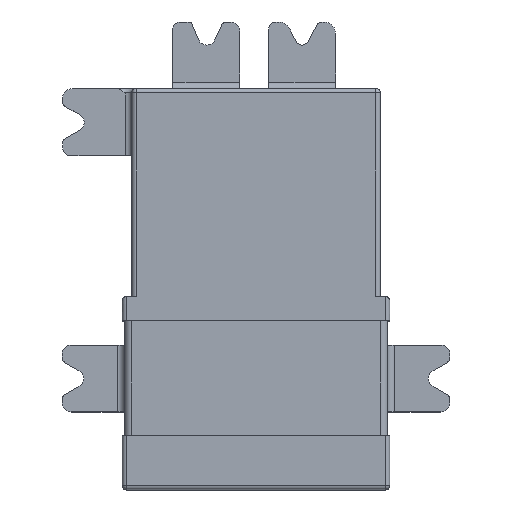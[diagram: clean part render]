
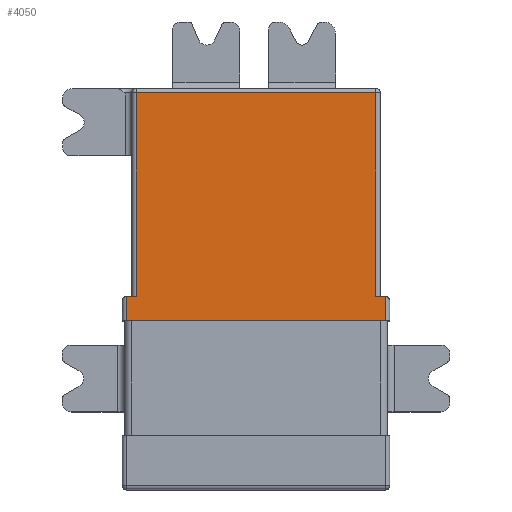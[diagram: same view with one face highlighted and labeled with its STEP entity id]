
A CAD part, top view. The second image highlights one B-rep face of the part: STEP entity #4050.
In plain terms, the highlighted planar face has unit normal (0, 0, 1).
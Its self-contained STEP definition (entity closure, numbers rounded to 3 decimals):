
#362=ORIENTED_EDGE('',*,*,#1219,.T.);
#363=ORIENTED_EDGE('',*,*,#1220,.T.);
#364=ORIENTED_EDGE('',*,*,#1221,.F.);
#365=ORIENTED_EDGE('',*,*,#1222,.T.);
#366=ORIENTED_EDGE('',*,*,#1223,.T.);
#367=ORIENTED_EDGE('',*,*,#1224,.T.);
#368=ORIENTED_EDGE('',*,*,#1225,.F.);
#369=ORIENTED_EDGE('',*,*,#1226,.T.);
#1219=EDGE_CURVE('',#1642,#1643,#1901,.T.);
#1220=EDGE_CURVE('',#1643,#1644,#1902,.T.);
#1221=EDGE_CURVE('',#1645,#1644,#1903,.T.);
#1222=EDGE_CURVE('',#1645,#1646,#1904,.F.);
#1223=EDGE_CURVE('',#1646,#1647,#1905,.T.);
#1224=EDGE_CURVE('',#1647,#1648,#1906,.F.);
#1225=EDGE_CURVE('',#1649,#1648,#1907,.T.);
#1226=EDGE_CURVE('',#1649,#1642,#1908,.T.);
#1642=VERTEX_POINT('',#5654);
#1643=VERTEX_POINT('',#5655);
#1644=VERTEX_POINT('',#5657);
#1645=VERTEX_POINT('',#5659);
#1646=VERTEX_POINT('',#5661);
#1647=VERTEX_POINT('',#5663);
#1648=VERTEX_POINT('',#5665);
#1649=VERTEX_POINT('',#5667);
#1901=LINE('',#5653,#2197);
#1902=LINE('',#5656,#2198);
#1903=LINE('',#5658,#2199);
#1904=LINE('',#5660,#2200);
#1905=LINE('',#5662,#2201);
#1906=LINE('',#5664,#2202);
#1907=LINE('',#5666,#2203);
#1908=LINE('',#5668,#2204);
#2197=VECTOR('',#4698,1000.);
#2198=VECTOR('',#4699,1000.);
#2199=VECTOR('',#4700,1000.);
#2200=VECTOR('',#4701,1000.);
#2201=VECTOR('',#4702,1000.);
#2202=VECTOR('',#4703,1000.);
#2203=VECTOR('',#4704,1000.);
#2204=VECTOR('',#4705,1000.);
#2431=EDGE_LOOP('',(#362,#363,#364,#365,#366,#367,#368,#369));
#2614=FACE_BOUND('',#2431,.T.);
#2795=PLANE('',#4260);
#4050=ADVANCED_FACE('',(#2614),#2795,.T.);
#4260=AXIS2_PLACEMENT_3D('',#5652,#4696,#4697);
#4696=DIRECTION('',(0.,0.,1.));
#4697=DIRECTION('',(0.,1.,0.));
#4698=DIRECTION('',(1.,0.,0.));
#4699=DIRECTION('',(0.,1.,0.));
#4700=DIRECTION('',(1.,0.,0.));
#4701=DIRECTION('',(0.,-1.,0.));
#4702=DIRECTION('',(-1.,0.,0.));
#4703=DIRECTION('',(0.,1.,0.));
#4704=DIRECTION('',(1.,0.,0.));
#4705=DIRECTION('',(0.,-1.,0.));
#5652=CARTESIAN_POINT('',(0.,0.,4.7));
#5653=CARTESIAN_POINT('',(2.95,-0.709,4.7));
#5654=CARTESIAN_POINT('',(-2.908,-0.709,4.7));
#5655=CARTESIAN_POINT('',(2.908,-0.709,4.7));
#5656=CARTESIAN_POINT('',(2.908,-0.169,4.7));
#5657=CARTESIAN_POINT('',(2.908,-0.169,4.7));
#5658=CARTESIAN_POINT('',(3.,-0.169,4.7));
#5659=CARTESIAN_POINT('',(2.692,-0.169,4.7));
#5660=CARTESIAN_POINT('',(2.692,4.5,4.7));
#5661=CARTESIAN_POINT('',(2.692,4.408,4.7));
#5662=CARTESIAN_POINT('',(-2.784,4.408,4.7));
#5663=CARTESIAN_POINT('',(-2.692,4.408,4.7));
#5664=CARTESIAN_POINT('',(-2.692,-0.169,4.7));
#5665=CARTESIAN_POINT('',(-2.692,-0.169,4.7));
#5666=CARTESIAN_POINT('',(-3.,-0.169,4.7));
#5667=CARTESIAN_POINT('',(-2.908,-0.169,4.7));
#5668=CARTESIAN_POINT('',(-2.908,-0.709,4.7));
